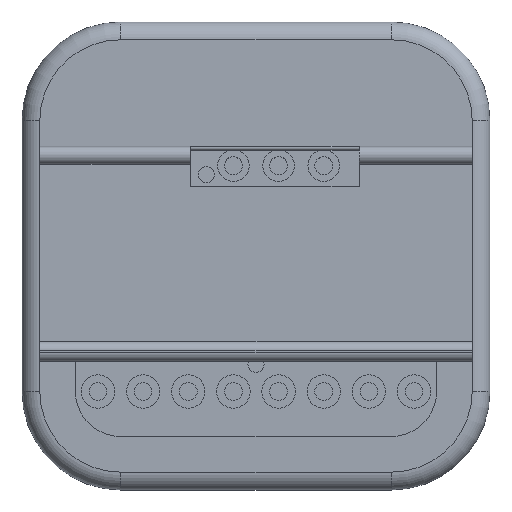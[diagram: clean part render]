
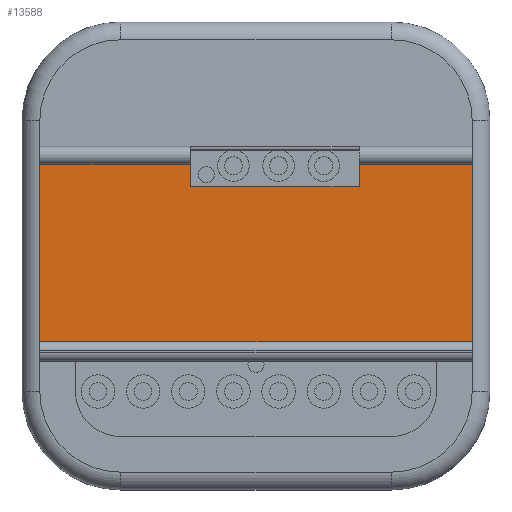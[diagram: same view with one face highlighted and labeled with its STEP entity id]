
A CAD part, top view. The second image highlights one B-rep face of the part: STEP entity #13588.
In plain terms, the highlighted planar face has unit normal (0, 0, 1).
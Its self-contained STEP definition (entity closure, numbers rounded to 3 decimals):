
#1851=FACE_OUTER_BOUND('',#2810,.T.);
#2810=EDGE_LOOP('',(#12187,#12188,#12189,#12190,#12191,#12192,#12193,#12194));
#4154=LINE('',#24841,#5539);
#4158=LINE('',#24851,#5543);
#4161=LINE('',#24855,#5546);
#4163=LINE('',#24862,#5548);
#4168=LINE('',#24877,#5553);
#4177=LINE('',#24895,#5562);
#4186=LINE('',#24916,#5571);
#4194=LINE('',#24930,#5579);
#5539=VECTOR('',#18324,10.);
#5543=VECTOR('',#18332,10.);
#5546=VECTOR('',#18337,10.);
#5548=VECTOR('',#18345,10.);
#5553=VECTOR('',#18358,10.);
#5562=VECTOR('',#18371,10.);
#5571=VECTOR('',#18388,10.);
#5579=VECTOR('',#18400,10.);
#6733=VERTEX_POINT('',#24838);
#6734=VERTEX_POINT('',#24840);
#6737=VERTEX_POINT('',#24848);
#6738=VERTEX_POINT('',#24850);
#6740=VERTEX_POINT('',#24861);
#6745=VERTEX_POINT('',#24874);
#6746=VERTEX_POINT('',#24876);
#6761=VERTEX_POINT('',#24915);
#8538=EDGE_CURVE('',#6734,#6733,#4154,.T.);
#8543=EDGE_CURVE('',#6738,#6737,#4158,.T.);
#8546=EDGE_CURVE('',#6733,#6738,#4161,.T.);
#8549=EDGE_CURVE('',#6740,#6734,#4163,.T.);
#8556=EDGE_CURVE('',#6746,#6745,#4168,.T.);
#8566=EDGE_CURVE('',#6745,#6740,#4177,.T.);
#8576=EDGE_CURVE('',#6761,#6746,#4186,.T.);
#8584=EDGE_CURVE('',#6737,#6761,#4194,.T.);
#12187=ORIENTED_EDGE('',*,*,#8543,.T.);
#12188=ORIENTED_EDGE('',*,*,#8584,.T.);
#12189=ORIENTED_EDGE('',*,*,#8576,.T.);
#12190=ORIENTED_EDGE('',*,*,#8556,.T.);
#12191=ORIENTED_EDGE('',*,*,#8566,.T.);
#12192=ORIENTED_EDGE('',*,*,#8549,.T.);
#12193=ORIENTED_EDGE('',*,*,#8538,.T.);
#12194=ORIENTED_EDGE('',*,*,#8546,.T.);
#12812=PLANE('',#14795);
#13588=ADVANCED_FACE('',(#1851),#12812,.T.);
#14795=AXIS2_PLACEMENT_3D('',#24929,#18398,#18399);
#18324=DIRECTION('',(0.,-1.,0.));
#18332=DIRECTION('',(0.,1.,0.));
#18337=DIRECTION('',(-1.,0.,0.));
#18345=DIRECTION('',(-1.,0.,0.));
#18358=DIRECTION('',(1.,0.,0.));
#18371=DIRECTION('',(0.,1.,0.));
#18388=DIRECTION('',(0.,-1.,0.));
#18398=DIRECTION('center_axis',(0.,0.,1.));
#18399=DIRECTION('ref_axis',(1.,0.,0.));
#18400=DIRECTION('',(-1.,0.,0.));
#24838=CARTESIAN_POINT('',(15.961,4.827,-6.74));
#24840=CARTESIAN_POINT('',(15.961,6.082,-6.74));
#24841=CARTESIAN_POINT('',(15.961,2.875,-6.74));
#24848=CARTESIAN_POINT('',(6.467,6.082,-6.74));
#24850=CARTESIAN_POINT('',(6.467,4.827,-6.74));
#24851=CARTESIAN_POINT('',(6.467,3.895,-6.74));
#24855=CARTESIAN_POINT('',(8.989,4.827,-6.74));
#24861=CARTESIAN_POINT('',(22.32,6.082,-6.74));
#24862=CARTESIAN_POINT('',(4.755,6.082,-6.74));
#24874=CARTESIAN_POINT('',(22.32,-3.918,-6.74));
#24876=CARTESIAN_POINT('',(-2.,-3.918,-6.74));
#24877=CARTESIAN_POINT('',(16.915,-3.918,-6.74));
#24895=CARTESIAN_POINT('',(22.32,-6.698,-6.74));
#24915=CARTESIAN_POINT('',(-2.,6.082,-6.74));
#24916=CARTESIAN_POINT('',(-2.,8.542,-6.74));
#24929=CARTESIAN_POINT('Origin',(11.51,0.922,-6.74));
#24930=CARTESIAN_POINT('',(4.755,6.082,-6.74));
